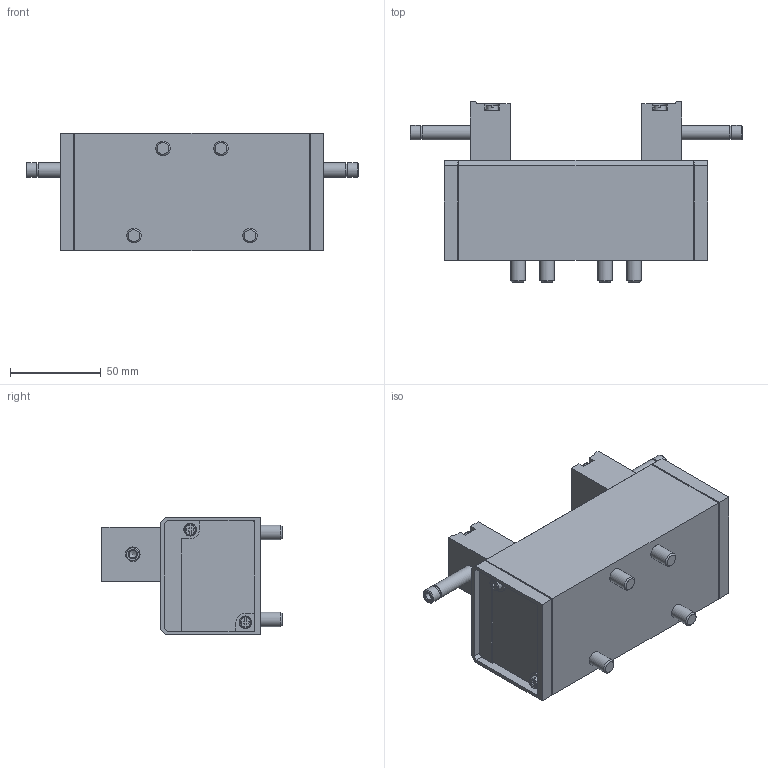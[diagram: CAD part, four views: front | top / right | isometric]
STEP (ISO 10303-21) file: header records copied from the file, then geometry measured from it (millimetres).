
FILE_DESCRIPTION(/* description */ ('STEP AP214'),/* implementation_level */ '2;1');
FILE_NAME(/* name */ '151871_JMFH-5_2-D-3-C',/* time_stamp */ '2024-08-29T15:16:20+02:00',/* author */ ('License CC BY-ND 4.0'),/* organization */ ('CADENAS'),/* preprocessor_version */ 'ST-DEVELOPER v19.3',/* originating_system */ 'PARTsolutions',/* authorisation */ ' ');
FILE_SCHEMA (('AUTOMOTIVE_DESIGN {1 0 10303 214 3 1 1}'));
Length unit declared in the file: millimetre
Products named in the file (1): 151871 JMFH-5/2-D-3-C
Bounding box: 183 x 99.3 x 65 mm (x, y, z)
Volume: 534732.9 mm3; surface area: 55656.1 mm2
Topology: 1 solids, 1 shells, 360 faces, 958 edges, 636 vertices
Faces by surface type: plane 238, cylinder 88, cone 18, torus 16
Full cylindrical faces by diameter (mm): 4 x2, 4.134 x2, 7 x2, 8 x12
Entity records: 13512 total; most frequent: CARTESIAN_POINT 2089, ORIENTED_EDGE 1820, DIRECTION 1812, EDGE_CURVE 910, VERTEX_POINT 626, AXIS2_PLACEMENT_3D 605, LINE 602, VECTOR 602
